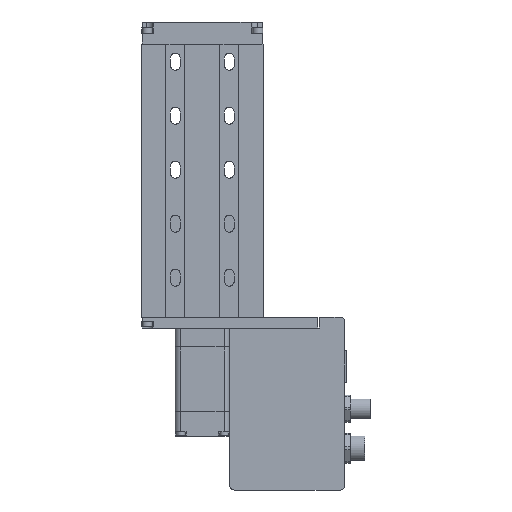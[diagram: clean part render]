
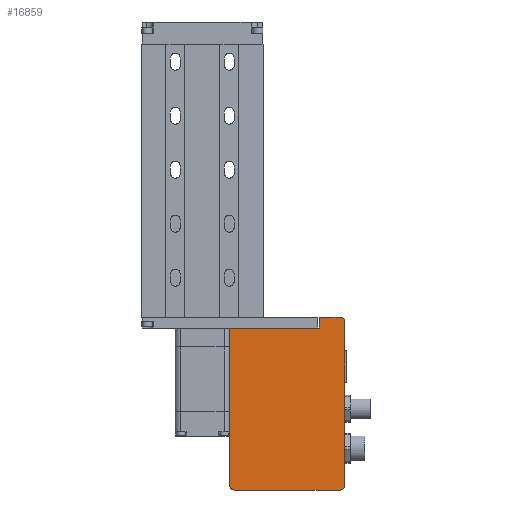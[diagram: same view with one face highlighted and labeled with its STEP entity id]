
A CAD part, front view. The second image highlights one B-rep face of the part: STEP entity #16859.
In plain terms, the highlighted planar face has unit normal (0, -1, 0).
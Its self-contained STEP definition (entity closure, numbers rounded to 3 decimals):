
#784 = ORIENTED_EDGE ( 'NONE', *, *, #20223, .F. ) ;
#952 = EDGE_CURVE ( 'NONE', #8649, #16315, #14640, .T. ) ;
#1028 = DIRECTION ( 'NONE',  ( 1., 0., 0. ) ) ;
#1141 = AXIS2_PLACEMENT_3D ( 'NONE', #16021, #14579, #5048 ) ;
#1311 = CARTESIAN_POINT ( 'NONE',  ( 11.86, -10.17, -60. ) ) ;
#1958 = VECTOR ( 'NONE', #11926, 1000. ) ;
#2044 = VERTEX_POINT ( 'NONE', #15641 ) ;
#2065 = CARTESIAN_POINT ( 'NONE',  ( 52.81, -10.17, -60. ) ) ;
#2372 = LINE ( 'NONE', #5662, #9029 ) ;
#2434 = DIRECTION ( 'NONE',  ( 0., -1., 0. ) ) ;
#3281 = VECTOR ( 'NONE', #12427, 1000. ) ;
#3283 = AXIS2_PLACEMENT_3D ( 'NONE', #16177, #2434, #16484 ) ;
#3420 = ORIENTED_EDGE ( 'NONE', *, *, #6737, .T. ) ;
#3914 = CARTESIAN_POINT ( 'NONE',  ( 52.81, -10.17, 4. ) ) ;
#4060 = CARTESIAN_POINT ( 'NONE',  ( 11.86, -10.17, -58.3 ) ) ;
#4166 = VERTEX_POINT ( 'NONE', #17450 ) ;
#4476 = DIRECTION ( 'NONE',  ( 0., -1., 0. ) ) ;
#4481 = CARTESIAN_POINT ( 'NONE',  ( 51.11, -10.17, -58.3 ) ) ;
#4933 = CIRCLE ( 'NONE', #3283, 1.7 ) ;
#5047 = ORIENTED_EDGE ( 'NONE', *, *, #6712, .F. ) ;
#5048 = DIRECTION ( 'NONE',  ( 0., 0., 1. ) ) ;
#5469 = VERTEX_POINT ( 'NONE', #19373 ) ;
#5611 = CARTESIAN_POINT ( 'NONE',  ( 43.41, -10.17, 4. ) ) ;
#5630 = CARTESIAN_POINT ( 'NONE',  ( 10.16, -10.17, -60. ) ) ;
#5662 = CARTESIAN_POINT ( 'NONE',  ( 10.16, -10.17, 0. ) ) ;
#6302 = ORIENTED_EDGE ( 'NONE', *, *, #13161, .T. ) ;
#6712 = EDGE_CURVE ( 'NONE', #8649, #17771, #6961, .T. ) ;
#6737 = EDGE_CURVE ( 'NONE', #4166, #5469, #4933, .T. ) ;
#6961 = LINE ( 'NONE', #5630, #1958 ) ;
#6992 = PLANE ( 'NONE',  #1141 ) ;
#7171 = CARTESIAN_POINT ( 'NONE',  ( 10.16, -10.17, 0. ) ) ;
#7580 = ORIENTED_EDGE ( 'NONE', *, *, #952, .T. ) ;
#8416 = VERTEX_POINT ( 'NONE', #5611 ) ;
#8522 = EDGE_CURVE ( 'NONE', #2044, #8416, #9019, .T. ) ;
#8568 = DIRECTION ( 'NONE',  ( 0., 0., -1. ) ) ;
#8649 = VERTEX_POINT ( 'NONE', #12631 ) ;
#8796 = VECTOR ( 'NONE', #11545, 1000. ) ;
#9019 = LINE ( 'NONE', #13895, #3281 ) ;
#9029 = VECTOR ( 'NONE', #1028, 1000. ) ;
#9168 = AXIS2_PLACEMENT_3D ( 'NONE', #4481, #13906, #12228 ) ;
#10118 = LINE ( 'NONE', #3914, #10442 ) ;
#10442 = VECTOR ( 'NONE', #8568, 1000. ) ;
#10466 = VECTOR ( 'NONE', #18286, 1000. ) ;
#11219 = ORIENTED_EDGE ( 'NONE', *, *, #8522, .F. ) ;
#11495 = ORIENTED_EDGE ( 'NONE', *, *, #16985, .F. ) ;
#11545 = DIRECTION ( 'NONE',  ( -1., 0., 0. ) ) ;
#11863 = LINE ( 'NONE', #14989, #10466 ) ;
#11926 = DIRECTION ( 'NONE',  ( 0., 0., 1. ) ) ;
#12228 = DIRECTION ( 'NONE',  ( 0., 0., 1. ) ) ;
#12353 = EDGE_CURVE ( 'NONE', #15370, #16315, #18081, .T. ) ;
#12427 = DIRECTION ( 'NONE',  ( 0., 0., 1. ) ) ;
#12430 = EDGE_CURVE ( 'NONE', #4166, #15115, #10118, .T. ) ;
#12631 = CARTESIAN_POINT ( 'NONE',  ( 10.16, -10.17, -58.3 ) ) ;
#13122 = CIRCLE ( 'NONE', #9168, 1.7 ) ;
#13161 = EDGE_CURVE ( 'NONE', #15370, #15115, #13122, .T. ) ;
#13496 = DIRECTION ( 'NONE',  ( 0., 0., 1. ) ) ;
#13696 = ORIENTED_EDGE ( 'NONE', *, *, #12430, .F. ) ;
#13895 = CARTESIAN_POINT ( 'NONE',  ( 43.41, -10.17, 0. ) ) ;
#13906 = DIRECTION ( 'NONE',  ( 0., -1., 0. ) ) ;
#13963 = CARTESIAN_POINT ( 'NONE',  ( 51.11, -10.17, -60. ) ) ;
#14579 = DIRECTION ( 'NONE',  ( 0., 1., 0. ) ) ;
#14601 = CARTESIAN_POINT ( 'NONE',  ( 52.81, -10.17, -58.3 ) ) ;
#14640 = CIRCLE ( 'NONE', #19883, 1.7 ) ;
#14989 = CARTESIAN_POINT ( 'NONE',  ( 43.41, -10.17, 4. ) ) ;
#15115 = VERTEX_POINT ( 'NONE', #14601 ) ;
#15370 = VERTEX_POINT ( 'NONE', #13963 ) ;
#15641 = CARTESIAN_POINT ( 'NONE',  ( 43.41, -10.17, 0. ) ) ;
#16021 = CARTESIAN_POINT ( 'NONE',  ( 0., -10.17, 0. ) ) ;
#16075 = ORIENTED_EDGE ( 'NONE', *, *, #12353, .F. ) ;
#16177 = CARTESIAN_POINT ( 'NONE',  ( 51.11, -10.17, 2.3 ) ) ;
#16315 = VERTEX_POINT ( 'NONE', #1311 ) ;
#16484 = DIRECTION ( 'NONE',  ( 0., 0., 1. ) ) ;
#16859 = ADVANCED_FACE ( 'NONE', ( #18076 ), #6992, .F. ) ;
#16985 = EDGE_CURVE ( 'NONE', #17771, #2044, #2372, .T. ) ;
#17068 = EDGE_LOOP ( 'NONE', ( #5047, #7580, #16075, #6302, #13696, #3420, #784, #11219, #11495 ) ) ;
#17450 = CARTESIAN_POINT ( 'NONE',  ( 52.81, -10.17, 2.3 ) ) ;
#17771 = VERTEX_POINT ( 'NONE', #7171 ) ;
#18076 = FACE_OUTER_BOUND ( 'NONE', #17068, .T. ) ;
#18081 = LINE ( 'NONE', #2065, #8796 ) ;
#18286 = DIRECTION ( 'NONE',  ( 1., 0., 0. ) ) ;
#19373 = CARTESIAN_POINT ( 'NONE',  ( 51.11, -10.17, 4. ) ) ;
#19883 = AXIS2_PLACEMENT_3D ( 'NONE', #4060, #4476, #13496 ) ;
#20223 = EDGE_CURVE ( 'NONE', #8416, #5469, #11863, .T. ) ;
